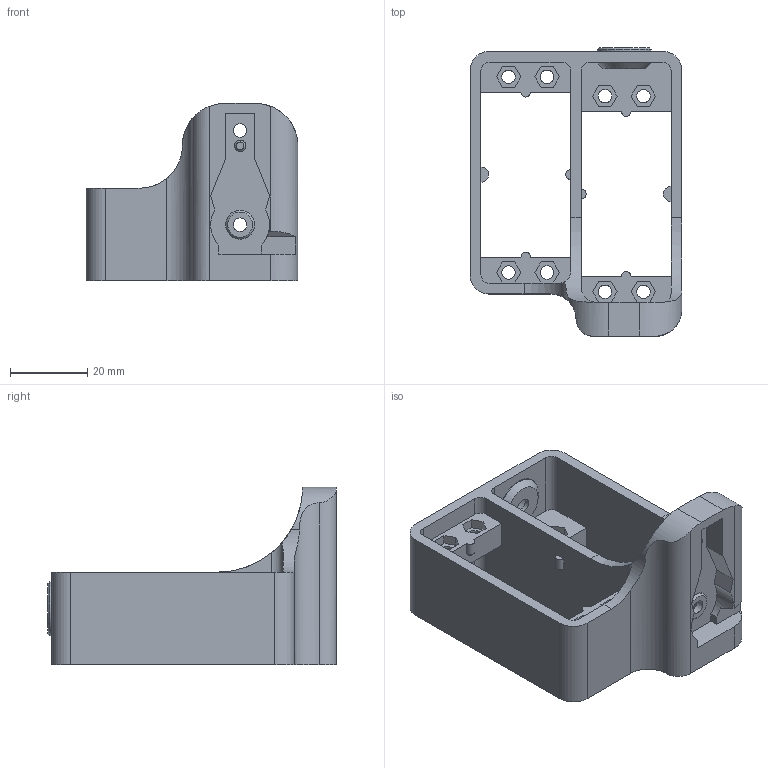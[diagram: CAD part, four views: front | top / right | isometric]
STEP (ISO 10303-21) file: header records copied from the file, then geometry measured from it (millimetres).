
FILE_DESCRIPTION(('FreeCAD Model'),'2;1');
FILE_NAME('Open CASCADE Shape Model','2025-08-12T21:55:43',('FreeCAD'),( 'FreeCAD'),'Open CASCADE STEP processor 7.8','FreeCAD','Unknown');
FILE_SCHEMA(('AUTOMOTIVE_DESIGN { 1 0 10303 214 1 1 1 1 }'));
Length unit declared in the file: millimetre
Products named in the file (1): Open CASCADE STEP translator 7.8 9
Bounding box: 55 x 75 x 46 mm (x, y, z)
Volume: 30875.5 mm3; surface area: 20065.1 mm2
Topology: 1 solids, 1 shells, 280 faces, 771 edges, 506 vertices
Faces by surface type: plane 188, cylinder 53, extrusion 24, cone 15
Full cylindrical faces by diameter (mm): 3 x1, 3.5 x10, 4 x1, 7.5 x1, 8.2 x1, 14 x2
Entity records: 9329 total; most frequent: CARTESIAN_POINT 2117, ORIENTED_EDGE 1542, DIRECTION 1395, EDGE_CURVE 771, VECTOR 587, LINE 563, VERTEX_POINT 506, AXIS2_PLACEMENT_3D 404
